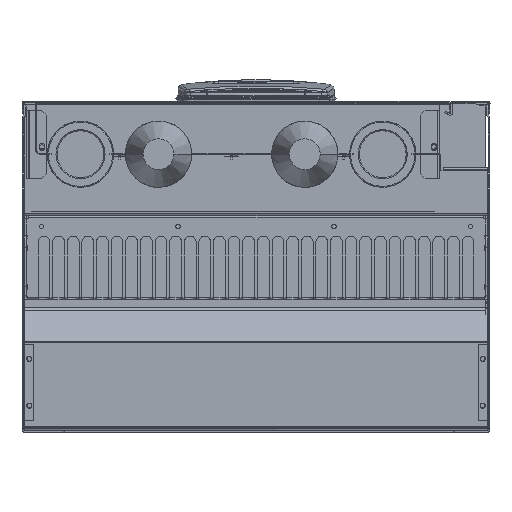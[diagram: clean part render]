
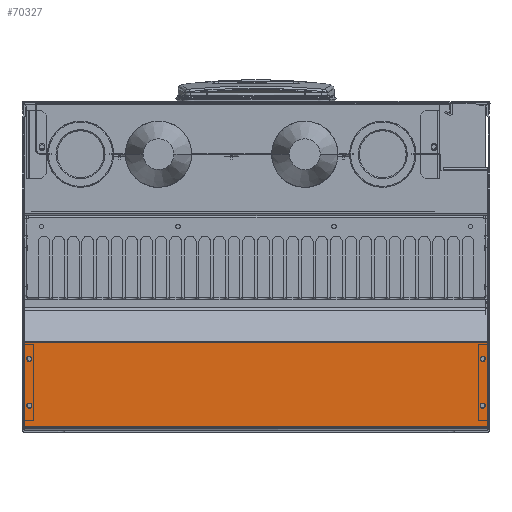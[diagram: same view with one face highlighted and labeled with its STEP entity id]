
A CAD part, front view. The second image highlights one B-rep face of the part: STEP entity #70327.
In plain terms, the highlighted planar face has unit normal (0, -1, 0).
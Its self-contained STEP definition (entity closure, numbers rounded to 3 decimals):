
#24986=DIRECTION('',(0.,0.,-1.));
#24987=VECTOR('',#24986,86.531);
#24988=CARTESIAN_POINT('',(215.069,-784.4,
-64.099));
#24989=LINE('',#24988,#24987);
#24993=DIRECTION('',(0.,0.,1.));
#24994=VECTOR('',#24993,86.531);
#24995=CARTESIAN_POINT('',(-260.554,-784.4,
-150.63));
#24996=LINE('',#24995,#24994);
#25000=CARTESIAN_POINT('',(209.77,-784.4,
-81.));
#25001=DIRECTION('',(0.,-1.,0.));
#25002=DIRECTION('',(0.,0.,1.));
#25003=AXIS2_PLACEMENT_3D('',#25000,#25001,#25002);
#25008=CARTESIAN_POINT('',(209.77,-784.4,
-81.));
#25009=DIRECTION('',(0.,-1.,0.));
#25010=DIRECTION('',(-1.,0.,0.));
#25011=AXIS2_PLACEMENT_3D('',#25008,#25009,#25010);
#25016=CARTESIAN_POINT('',(209.77,-784.4,
-81.));
#25017=DIRECTION('',(0.,-1.,0.));
#25018=DIRECTION('',(0.,0.,-1.));
#25019=AXIS2_PLACEMENT_3D('',#25016,#25017,#25018);
#25024=CARTESIAN_POINT('',(209.77,-784.4,
-81.));
#25025=DIRECTION('',(0.,-1.,0.));
#25026=DIRECTION('',(1.,0.,0.));
#25027=AXIS2_PLACEMENT_3D('',#25024,#25025,#25026);
#25032=CARTESIAN_POINT('',(-255.23,-784.4,
-81.));
#25033=DIRECTION('',(0.,-1.,0.));
#25034=DIRECTION('',(0.,0.,1.));
#25035=AXIS2_PLACEMENT_3D('',#25032,#25033,#25034);
#25040=CARTESIAN_POINT('',(-255.23,-784.4,
-81.));
#25041=DIRECTION('',(0.,-1.,0.));
#25042=DIRECTION('',(-1.,0.,0.));
#25043=AXIS2_PLACEMENT_3D('',#25040,#25041,#25042);
#25048=CARTESIAN_POINT('',(-255.23,-784.4,
-81.));
#25049=DIRECTION('',(0.,-1.,0.));
#25050=DIRECTION('',(0.,0.,-1.));
#25051=AXIS2_PLACEMENT_3D('',#25048,#25049,#25050);
#25056=CARTESIAN_POINT('',(-255.23,-784.4,
-81.));
#25057=DIRECTION('',(0.,-1.,0.));
#25058=DIRECTION('',(1.,0.,0.));
#25059=AXIS2_PLACEMENT_3D('',#25056,#25057,#25058);
#25064=CARTESIAN_POINT('',(-255.23,-784.4,
-129.));
#25065=DIRECTION('',(0.,-1.,0.));
#25066=DIRECTION('',(0.,0.,1.));
#25067=AXIS2_PLACEMENT_3D('',#25064,#25065,#25066);
#25072=CARTESIAN_POINT('',(-255.23,-784.4,
-129.));
#25073=DIRECTION('',(0.,-1.,0.));
#25074=DIRECTION('',(-1.,0.,0.));
#25075=AXIS2_PLACEMENT_3D('',#25072,#25073,#25074);
#25080=CARTESIAN_POINT('',(-255.23,-784.4,
-129.));
#25081=DIRECTION('',(0.,-1.,0.));
#25082=DIRECTION('',(0.,0.,-1.));
#25083=AXIS2_PLACEMENT_3D('',#25080,#25081,#25082);
#25088=CARTESIAN_POINT('',(-255.23,-784.4,
-129.));
#25089=DIRECTION('',(0.,-1.,0.));
#25090=DIRECTION('',(1.,0.,0.));
#25091=AXIS2_PLACEMENT_3D('',#25088,#25089,#25090);
#25096=CARTESIAN_POINT('',(209.77,-784.4,
-129.));
#25097=DIRECTION('',(0.,-1.,0.));
#25098=DIRECTION('',(0.,0.,1.));
#25099=AXIS2_PLACEMENT_3D('',#25096,#25097,#25098);
#25104=CARTESIAN_POINT('',(209.77,-784.4,
-129.));
#25105=DIRECTION('',(0.,-1.,0.));
#25106=DIRECTION('',(-1.,0.,0.));
#25107=AXIS2_PLACEMENT_3D('',#25104,#25105,#25106);
#25112=CARTESIAN_POINT('',(209.77,-784.4,
-129.));
#25113=DIRECTION('',(0.,-1.,0.));
#25114=DIRECTION('',(0.,0.,-1.));
#25115=AXIS2_PLACEMENT_3D('',#25112,#25113,#25114);
#25120=CARTESIAN_POINT('',(209.77,-784.4,
-129.));
#25121=DIRECTION('',(0.,-1.,0.));
#25122=DIRECTION('',(1.,0.,0.));
#25123=AXIS2_PLACEMENT_3D('',#25120,#25121,#25122);
#25128=DIRECTION('',(1.,0.,0.));
#25129=VECTOR('',#25128,475.624);
#25130=CARTESIAN_POINT('',(-260.554,-784.4,
-150.63));
#25131=LINE('',#25130,#25129);
#25163=DIRECTION('',(-1.,0.,0.));
#25164=VECTOR('',#25163,475.616);
#25165=CARTESIAN_POINT('',(215.069,-784.4,
-64.099));
#25166=LINE('',#25165,#25164);
#46356=CARTESIAN_POINT('',(215.069,-784.4,
-150.63));
#46357=VERTEX_POINT('',#46356);
#46358=CARTESIAN_POINT('',(215.069,-784.4,
-64.099));
#46359=VERTEX_POINT('',#46358);
#46445=CARTESIAN_POINT('',(-260.531,-784.4,
-64.099));
#46446=VERTEX_POINT('',#46445);
#46447=CARTESIAN_POINT('',(-260.554,-784.4,
-150.63));
#46448=VERTEX_POINT('',#46447);
#50222=CARTESIAN_POINT('',(-255.23,-784.4,
-131.6));
#50223=VERTEX_POINT('',#50222);
#50224=CARTESIAN_POINT('',(-257.83,-784.4,
-129.));
#50225=VERTEX_POINT('',#50224);
#50226=CARTESIAN_POINT('',(-255.23,-784.4,
-126.4));
#50227=VERTEX_POINT('',#50226);
#50228=CARTESIAN_POINT('',(-252.63,-784.4,
-129.));
#50229=VERTEX_POINT('',#50228);
#50230=CARTESIAN_POINT('',(209.77,-784.4,
-78.4));
#50231=CARTESIAN_POINT('',(207.17,-784.4,
-81.));
#50232=VERTEX_POINT('',#50230);
#50233=VERTEX_POINT('',#50231);
#50234=CARTESIAN_POINT('',(209.77,-784.4,
-83.6));
#50235=VERTEX_POINT('',#50234);
#50236=CARTESIAN_POINT('',(212.37,-784.4,
-81.));
#50237=VERTEX_POINT('',#50236);
#50238=CARTESIAN_POINT('',(-255.23,-784.4,
-78.4));
#50239=CARTESIAN_POINT('',(-257.83,-784.4,
-81.));
#50240=VERTEX_POINT('',#50238);
#50241=VERTEX_POINT('',#50239);
#50242=CARTESIAN_POINT('',(-255.23,-784.4,
-83.6));
#50243=VERTEX_POINT('',#50242);
#50244=CARTESIAN_POINT('',(-252.63,-784.4,
-81.));
#50245=VERTEX_POINT('',#50244);
#50246=CARTESIAN_POINT('',(209.77,-784.4,
-126.4));
#50247=CARTESIAN_POINT('',(207.17,-784.4,
-129.));
#50248=VERTEX_POINT('',#50246);
#50249=VERTEX_POINT('',#50247);
#50250=CARTESIAN_POINT('',(209.77,-784.4,
-131.6));
#50251=VERTEX_POINT('',#50250);
#50252=CARTESIAN_POINT('',(212.37,-784.4,
-129.));
#50253=VERTEX_POINT('',#50252);
#70278=CARTESIAN_POINT('',(215.069,-784.4,
-150.63));
#70279=DIRECTION('',(0.,-1.,0.));
#70280=DIRECTION('',(0.,0.,1.));
#70281=AXIS2_PLACEMENT_3D('',#70278,#70279,#70280);
#70282=PLANE('',#70281);
#70283=ORIENTED_EDGE('',*,*,#56063,.T.);
#70285=ORIENTED_EDGE('',*,*,#70284,.F.);
#70286=ORIENTED_EDGE('',*,*,#56242,.T.);
#70288=ORIENTED_EDGE('',*,*,#70287,.F.);
#70289=EDGE_LOOP('',(#70283,#70285,#70286,#70288));
#70290=FACE_OUTER_BOUND('',#70289,.F.);
#70292=ORIENTED_EDGE('',*,*,#70291,.T.);
#70294=ORIENTED_EDGE('',*,*,#70293,.T.);
#70296=ORIENTED_EDGE('',*,*,#70295,.T.);
#70298=ORIENTED_EDGE('',*,*,#70297,.T.);
#70299=EDGE_LOOP('',(#70292,#70294,#70296,#70298));
#70300=FACE_BOUND('',#70299,.F.);
#70302=ORIENTED_EDGE('',*,*,#70301,.T.);
#70304=ORIENTED_EDGE('',*,*,#70303,.T.);
#70306=ORIENTED_EDGE('',*,*,#70305,.T.);
#70308=ORIENTED_EDGE('',*,*,#70307,.T.);
#70309=EDGE_LOOP('',(#70302,#70304,#70306,#70308));
#70310=FACE_BOUND('',#70309,.F.);
#70311=ORIENTED_EDGE('',*,*,#70255,.T.);
#70312=ORIENTED_EDGE('',*,*,#70253,.T.);
#70313=ORIENTED_EDGE('',*,*,#70272,.T.);
#70314=ORIENTED_EDGE('',*,*,#70270,.T.);
#70315=EDGE_LOOP('',(#70311,#70312,#70313,#70314));
#70316=FACE_BOUND('',#70315,.F.);
#70318=ORIENTED_EDGE('',*,*,#70317,.T.);
#70320=ORIENTED_EDGE('',*,*,#70319,.T.);
#70322=ORIENTED_EDGE('',*,*,#70321,.T.);
#70324=ORIENTED_EDGE('',*,*,#70323,.T.);
#70325=EDGE_LOOP('',(#70318,#70320,#70322,#70324));
#70326=FACE_BOUND('',#70325,.F.);
#70327=ADVANCED_FACE('',(#70290,#70300,#70310,#70316,#70326),#70282,.T.);
#25004=CIRCLE('',#25003,2.6);
#25012=CIRCLE('',#25011,2.6);
#25020=CIRCLE('',#25019,2.6);
#25028=CIRCLE('',#25027,2.6);
#25036=CIRCLE('',#25035,2.6);
#25044=CIRCLE('',#25043,2.6);
#25052=CIRCLE('',#25051,2.6);
#25060=CIRCLE('',#25059,2.6);
#25068=CIRCLE('',#25067,2.6);
#25076=CIRCLE('',#25075,2.6);
#25084=CIRCLE('',#25083,2.6);
#25092=CIRCLE('',#25091,2.6);
#25100=CIRCLE('',#25099,2.6);
#25108=CIRCLE('',#25107,2.6);
#25116=CIRCLE('',#25115,2.6);
#25124=CIRCLE('',#25123,2.6);
#56063=EDGE_CURVE('',#46359,#46357,#24989,.T.);
#56242=EDGE_CURVE('',#46448,#46446,#24996,.T.);
#70253=EDGE_CURVE('',#50225,#50223,#25076,.T.);
#70255=EDGE_CURVE('',#50227,#50225,#25068,.T.);
#70270=EDGE_CURVE('',#50229,#50227,#25092,.T.);
#70272=EDGE_CURVE('',#50223,#50229,#25084,.T.);
#70284=EDGE_CURVE('',#46448,#46357,#25131,.T.);
#70287=EDGE_CURVE('',#46359,#46446,#25166,.T.);
#70291=EDGE_CURVE('',#50232,#50233,#25004,.T.);
#70293=EDGE_CURVE('',#50233,#50235,#25012,.T.);
#70295=EDGE_CURVE('',#50235,#50237,#25020,.T.);
#70297=EDGE_CURVE('',#50237,#50232,#25028,.T.);
#70301=EDGE_CURVE('',#50240,#50241,#25036,.T.);
#70303=EDGE_CURVE('',#50241,#50243,#25044,.T.);
#70305=EDGE_CURVE('',#50243,#50245,#25052,.T.);
#70307=EDGE_CURVE('',#50245,#50240,#25060,.T.);
#70317=EDGE_CURVE('',#50248,#50249,#25100,.T.);
#70319=EDGE_CURVE('',#50249,#50251,#25108,.T.);
#70321=EDGE_CURVE('',#50251,#50253,#25116,.T.);
#70323=EDGE_CURVE('',#50253,#50248,#25124,.T.);
